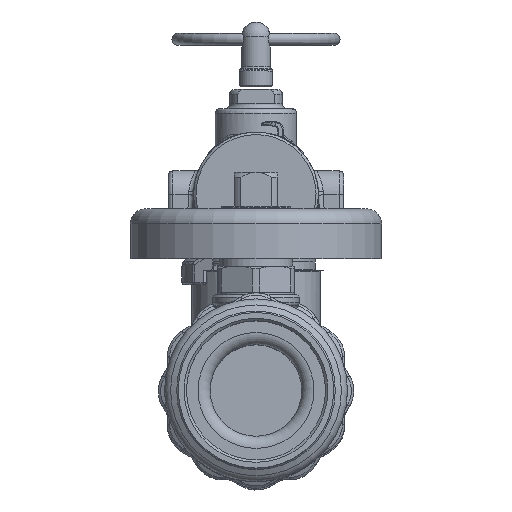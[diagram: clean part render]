
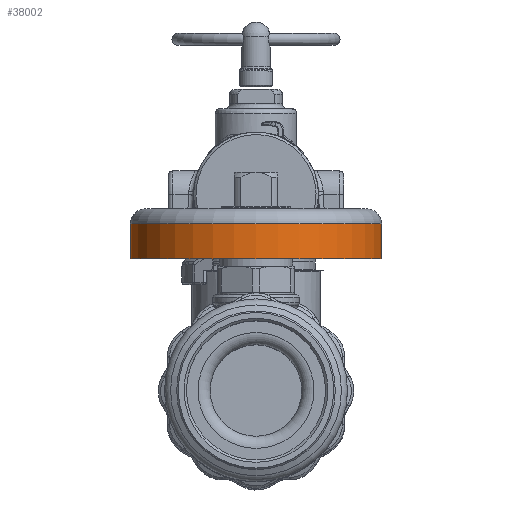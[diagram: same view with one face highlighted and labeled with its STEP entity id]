
A CAD part, top view. The second image highlights one B-rep face of the part: STEP entity #38002.
In plain terms, the highlighted cylindrical face has radius 26.162 mm (diameter 52.324 mm), a full revolution.
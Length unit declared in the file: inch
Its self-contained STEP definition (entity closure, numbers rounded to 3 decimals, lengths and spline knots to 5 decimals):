
#5647=FACE_OUTER_BOUND('',#8202,.T.);
#8202=EDGE_LOOP('',(#34517,#34518,#34519,#34520,#34521));
#12000=CIRCLE('',#42144,1.03);
#12001=CIRCLE('',#42145,1.03);
#12002=CIRCLE('',#42147,1.03);
#13344=LINE('',#150139,#14640);
#14640=VECTOR('',#51432,1.03);
#17822=VERTEX_POINT('',#150132);
#17823=VERTEX_POINT('',#150134);
#17824=VERTEX_POINT('',#150138);
#23402=EDGE_CURVE('',#17822,#17823,#12000,.T.);
#23403=EDGE_CURVE('',#17823,#17822,#12001,.T.);
#23404=EDGE_CURVE('',#17823,#17824,#13344,.T.);
#23405=EDGE_CURVE('',#17824,#17824,#12002,.T.);
#34517=ORIENTED_EDGE('',*,*,#23403,.F.);
#34518=ORIENTED_EDGE('',*,*,#23404,.T.);
#34519=ORIENTED_EDGE('',*,*,#23405,.F.);
#34520=ORIENTED_EDGE('',*,*,#23404,.F.);
#34521=ORIENTED_EDGE('',*,*,#23402,.F.);
#35610=CYLINDRICAL_SURFACE('',#42146,1.03);
#38002=ADVANCED_FACE('',(#5647),#35610,.T.);
#42144=AXIS2_PLACEMENT_3D('',#150135,#51426,#51427);
#42145=AXIS2_PLACEMENT_3D('',#150136,#51428,#51429);
#42146=AXIS2_PLACEMENT_3D('',#150137,#51430,#51431);
#42147=AXIS2_PLACEMENT_3D('',#150140,#51433,#51434);
#51426=DIRECTION('center_axis',(1.,0.,0.));
#51427=DIRECTION('ref_axis',(0.,1.,0.));
#51428=DIRECTION('center_axis',(1.,0.,0.));
#51429=DIRECTION('ref_axis',(0.,1.,0.));
#51430=DIRECTION('center_axis',(1.,0.,0.));
#51431=DIRECTION('ref_axis',(0.,1.,0.));
#51432=DIRECTION('',(-1.,0.,0.));
#51433=DIRECTION('center_axis',(-1.,0.,0.));
#51434=DIRECTION('ref_axis',(0.,1.,0.));
#150132=CARTESIAN_POINT('',(1.3674,1.03,0.));
#150134=CARTESIAN_POINT('',(1.3674,-1.03,0.));
#150135=CARTESIAN_POINT('Origin',(1.3674,0.,
0.));
#150136=CARTESIAN_POINT('Origin',(1.3674,0.,
0.));
#150137=CARTESIAN_POINT('Origin',(1.0824,0.,
0.));
#150138=CARTESIAN_POINT('',(1.0824,-1.03,0.));
#150139=CARTESIAN_POINT('',(1.0824,-1.03,0.));
#150140=CARTESIAN_POINT('Origin',(1.0824,0.,
0.));
